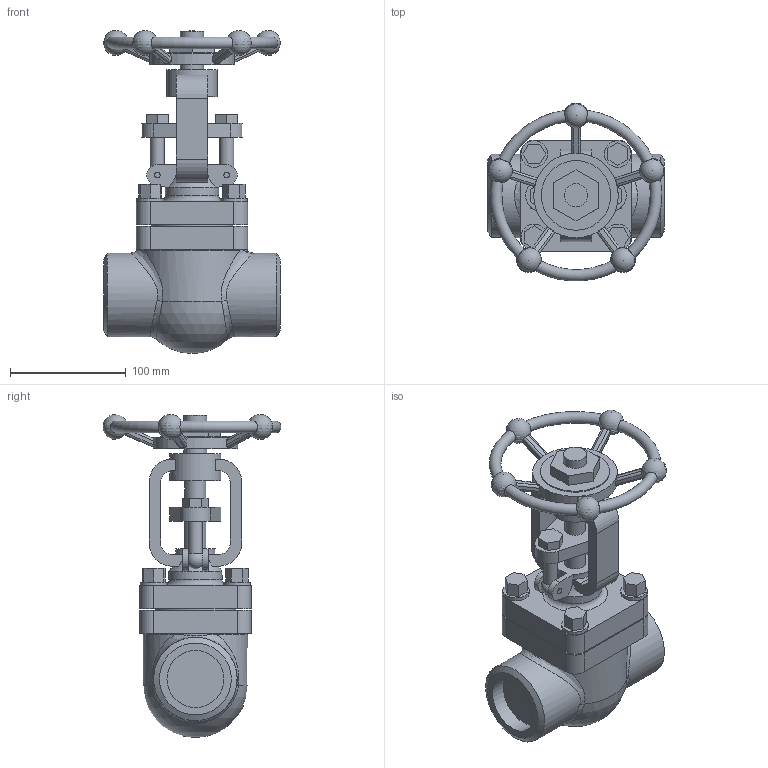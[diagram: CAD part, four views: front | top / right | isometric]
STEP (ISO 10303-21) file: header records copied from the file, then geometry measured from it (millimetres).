
FILE_DESCRIPTION(/* description */ (''),/* implementation_level */ '2;1');
FILE_NAME(/* name */ 'be100-040-sw000-00.stp',/* time_stamp */ '2018-01-24T08:59:55+09:00',/* author */ ('nakaot'),/* organization */ (''),/* preprocessor_version */ 'ST-DEVELOPER v15.6',/* originating_system */ 'Autodesk Inventor 2015',/* authorisation */ '');
FILE_SCHEMA (('CONFIG_CONTROL_DESIGN'));
Length unit declared in the file: millimetre
Products named in the file (1): be100-040-sw000-00
Bounding box: 152.56 x 153.58 x 278.75 mm (x, y, z)
Volume: 1426294.9 mm3; surface area: 159356.2 mm2
Topology: 1 solids, 1 shells, 236 faces, 622 edges, 405 vertices
Faces by surface type: plane 139, cylinder 67, torus 14, sphere 8, bspline 6, cone 2
Full cylindrical faces by diameter (mm): 5 x4, 12 x2, 18 x2, 20 x2, 23 x4, 44 x1, 46 x1, 49.1 x2, 60 x1, 70 x1, 72 x2, 73 x1
Entity records: 8660 total; most frequent: CARTESIAN_POINT 3073, ORIENTED_EDGE 1136, DIRECTION 1102, EDGE_CURVE 564, AXIS2_PLACEMENT_3D 395, VERTEX_POINT 386, EDGE_LOOP 314, LINE 312
